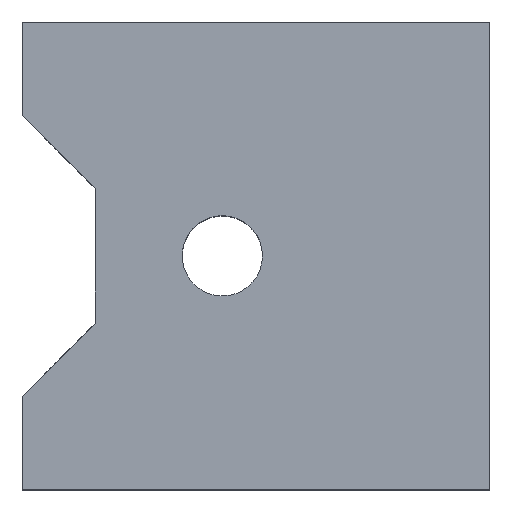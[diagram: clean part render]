
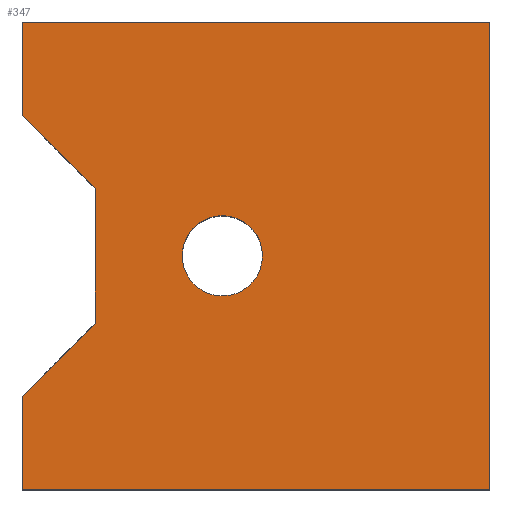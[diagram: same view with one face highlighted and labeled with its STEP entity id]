
A CAD part, top view. The second image highlights one B-rep face of the part: STEP entity #347.
In plain terms, the highlighted planar face has unit normal (0, 0, 1).
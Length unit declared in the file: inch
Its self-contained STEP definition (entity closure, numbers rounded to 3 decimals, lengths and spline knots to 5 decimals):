
#19=FACE_BOUND('',#71,.T.);
#30=PLANE('',#391);
#50=FACE_OUTER_BOUND('',#70,.T.);
#70=EDGE_LOOP('',(#310,#311,#312,#313,#314,#315,#316,#317));
#71=EDGE_LOOP('',(#318));
#83=LINE('',#529,#117);
#87=LINE('',#537,#121);
#92=LINE('',#552,#126);
#96=LINE('',#561,#130);
#100=LINE('',#571,#134);
#103=LINE('',#577,#137);
#104=LINE('',#579,#138);
#106=LINE('',#582,#140);
#117=VECTOR('',#432,0.3937);
#121=VECTOR('',#440,0.3937);
#126=VECTOR('',#453,0.3937);
#130=VECTOR('',#461,0.3937);
#134=VECTOR('',#471,0.3937);
#137=VECTOR('',#476,0.3937);
#138=VECTOR('',#479,0.3937);
#140=VECTOR('',#483,0.3937);
#143=CIRCLE('',#365,0.075);
#153=VERTEX_POINT('',#493);
#166=VERTEX_POINT('',#526);
#167=VERTEX_POINT('',#528);
#169=VERTEX_POINT('',#536);
#174=VERTEX_POINT('',#549);
#175=VERTEX_POINT('',#551);
#178=VERTEX_POINT('',#559);
#181=VERTEX_POINT('',#569);
#183=VERTEX_POINT('',#575);
#186=EDGE_CURVE('',#153,#153,#143,.T.);
#203=EDGE_CURVE('',#167,#166,#83,.T.);
#207=EDGE_CURVE('',#169,#167,#87,.T.);
#214=EDGE_CURVE('',#175,#174,#92,.T.);
#219=EDGE_CURVE('',#174,#178,#96,.T.);
#224=EDGE_CURVE('',#178,#181,#100,.T.);
#227=EDGE_CURVE('',#181,#183,#103,.T.);
#228=EDGE_CURVE('',#183,#169,#104,.T.);
#230=EDGE_CURVE('',#166,#175,#106,.T.);
#310=ORIENTED_EDGE('',*,*,#203,.T.);
#311=ORIENTED_EDGE('',*,*,#230,.T.);
#312=ORIENTED_EDGE('',*,*,#214,.T.);
#313=ORIENTED_EDGE('',*,*,#219,.T.);
#314=ORIENTED_EDGE('',*,*,#224,.T.);
#315=ORIENTED_EDGE('',*,*,#227,.T.);
#316=ORIENTED_EDGE('',*,*,#228,.T.);
#317=ORIENTED_EDGE('',*,*,#207,.T.);
#318=ORIENTED_EDGE('',*,*,#186,.F.);
#347=ADVANCED_FACE('',(#50,#19),#30,.T.);
#365=AXIS2_PLACEMENT_3D('',#495,#400,#401);
#391=AXIS2_PLACEMENT_3D('',#584,#485,#486);
#400=DIRECTION('center_axis',(0.,0.,1.));
#401=DIRECTION('ref_axis',(-1.,0.,0.));
#432=DIRECTION('',(-0.707,-0.707,0.));
#440=DIRECTION('',(0.,-1.,0.));
#453=DIRECTION('',(1.,0.,0.));
#461=DIRECTION('',(0.,1.,0.));
#471=DIRECTION('',(-1.,0.,0.));
#476=DIRECTION('',(0.,-1.,0.));
#479=DIRECTION('',(0.707,-0.707,0.));
#483=DIRECTION('',(0.,-1.,0.));
#485=DIRECTION('center_axis',(0.,0.,1.));
#486=DIRECTION('ref_axis',(1.,0.,0.));
#493=CARTESIAN_POINT('',(11.075,-0.405,0.487));
#495=CARTESIAN_POINT('Origin',(11.,-0.405,0.487));
#526=CARTESIAN_POINT('',(10.62595,-0.6675,0.487));
#528=CARTESIAN_POINT('',(10.7625,-0.53095,0.487));
#529=CARTESIAN_POINT('',(10.7625,-0.53095,0.487));
#536=CARTESIAN_POINT('',(10.7625,-0.27905,0.487));
#537=CARTESIAN_POINT('',(10.7625,-0.27905,0.487));
#549=CARTESIAN_POINT('',(11.5,-0.842,0.487));
#551=CARTESIAN_POINT('',(10.62595,-0.842,0.487));
#552=CARTESIAN_POINT('',(10.09796,-0.842,0.487));
#559=CARTESIAN_POINT('',(11.5,0.032,0.487));
#561=CARTESIAN_POINT('',(11.5,-0.842,0.487));
#569=CARTESIAN_POINT('',(10.62595,0.032,0.487));
#571=CARTESIAN_POINT('',(11.5,0.032,0.487));
#575=CARTESIAN_POINT('',(10.62595,-0.1425,0.487));
#577=CARTESIAN_POINT('',(10.62595,0.032,0.487));
#579=CARTESIAN_POINT('',(10.62595,-0.1425,0.487));
#582=CARTESIAN_POINT('',(10.62595,-0.6675,0.487));
#584=CARTESIAN_POINT('Origin',(11.06297,-0.405,0.487));
